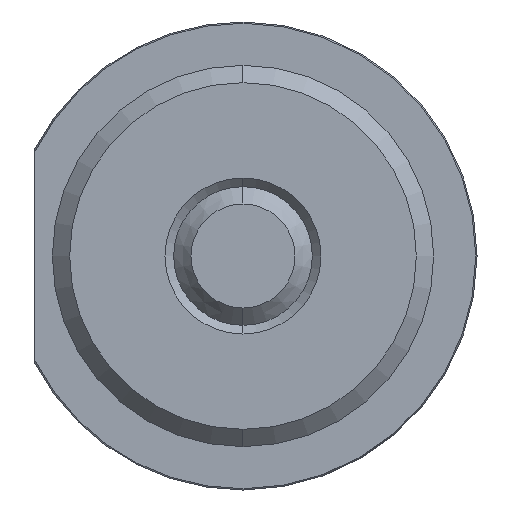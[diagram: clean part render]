
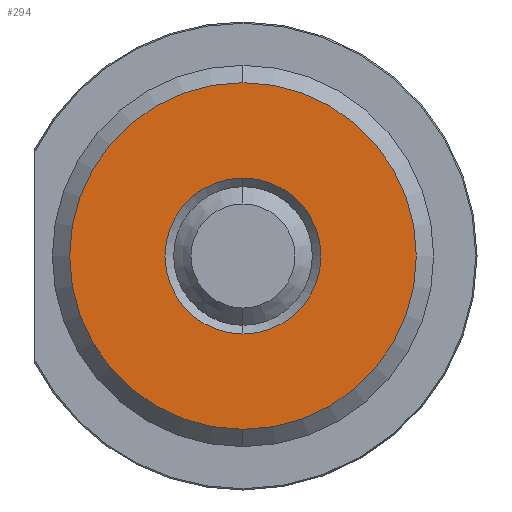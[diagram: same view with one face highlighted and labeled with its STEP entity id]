
A CAD part, left-side view. The second image highlights one B-rep face of the part: STEP entity #294.
In plain terms, the highlighted planar face has unit normal (-1, 0, 0).
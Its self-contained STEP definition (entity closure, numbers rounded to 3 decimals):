
#24 = AXIS2_PLACEMENT_3D ( 'NONE', #1989, #1990, #1991 ) ;
#47 = AXIS2_PLACEMENT_3D ( 'NONE', #827, #826, #825 ) ;
#113 = EDGE_CURVE ( 'NONE', #1016, #913, #1647, .T. ) ;
#153 = EDGE_CURVE ( 'NONE', #1040, #1041, #1700, .T. ) ;
#201 = EDGE_CURVE ( 'NONE', #913, #1016, #1767, .T. ) ;
#203 = EDGE_CURVE ( 'NONE', #1041, #1040, #1770, .T. ) ;
#294 = ADVANCED_FACE ( 'NONE', ( #1904, #1909 ), #2476, .F. ) ;
#339 = AXIS2_PLACEMENT_3D ( 'NONE', #2142, #2151, #2152 ) ;
#342 = AXIS2_PLACEMENT_3D ( 'NONE', #2150, #2157, #2158 ) ;
#411 = AXIS2_PLACEMENT_3D ( 'NONE', #2475, #2477, #2478 ) ;
#825 = DIRECTION ( 'NONE',  ( 0., 0., -1. ) ) ;
#826 = DIRECTION ( 'NONE',  ( 1., 0., 0. ) ) ;
#827 = CARTESIAN_POINT ( 'NONE',  ( 0., 0., 0. ) ) ;
#913 = VERTEX_POINT ( 'NONE', #2760 ) ;
#1016 = VERTEX_POINT ( 'NONE', #2826 ) ;
#1040 = VERTEX_POINT ( 'NONE', #2850 ) ;
#1041 = VERTEX_POINT ( 'NONE', #2851 ) ;
#1333 = ORIENTED_EDGE ( 'NONE', *, *, #153, .T. ) ;
#1335 = ORIENTED_EDGE ( 'NONE', *, *, #203, .T. ) ;
#1344 = ORIENTED_EDGE ( 'NONE', *, *, #113, .T. ) ;
#1357 = ORIENTED_EDGE ( 'NONE', *, *, #201, .T. ) ;
#1454 = EDGE_LOOP ( 'NONE', ( #1344, #1357 ) ) ;
#1456 = EDGE_LOOP ( 'NONE', ( #1335, #1333 ) ) ;
#1647 = CIRCLE ( 'NONE', #47, 4.5 ) ;
#1700 = CIRCLE ( 'NONE', #24, 10. ) ;
#1767 = CIRCLE ( 'NONE', #339, 4.5 ) ;
#1770 = CIRCLE ( 'NONE', #342, 10. ) ;
#1904 = FACE_BOUND ( 'NONE', #1454, .T. ) ;
#1909 = FACE_OUTER_BOUND ( 'NONE', #1456, .T. ) ;
#1989 = CARTESIAN_POINT ( 'NONE',  ( 0., 0., 0. ) ) ;
#1990 = DIRECTION ( 'NONE',  ( -1., 0., 0. ) ) ;
#1991 = DIRECTION ( 'NONE',  ( 0., 0., -1. ) ) ;
#2142 = CARTESIAN_POINT ( 'NONE',  ( 0., 0., 0. ) ) ;
#2150 = CARTESIAN_POINT ( 'NONE',  ( 0., 0., 0. ) ) ;
#2151 = DIRECTION ( 'NONE',  ( 1., 0., 0. ) ) ;
#2152 = DIRECTION ( 'NONE',  ( 0., 0., -1. ) ) ;
#2157 = DIRECTION ( 'NONE',  ( -1., 0., 0. ) ) ;
#2158 = DIRECTION ( 'NONE',  ( 0., 0., -1. ) ) ;
#2475 = CARTESIAN_POINT ( 'NONE',  ( 0., 4., 0. ) ) ;
#2476 = PLANE ( 'NONE',  #411 ) ;
#2477 = DIRECTION ( 'NONE',  ( 1., 0., 0. ) ) ;
#2478 = DIRECTION ( 'NONE',  ( 0., 0., -1. ) ) ;
#2760 = CARTESIAN_POINT ( 'NONE',  ( 0., 0., -4.5 ) ) ;
#2826 = CARTESIAN_POINT ( 'NONE',  ( 0., 0., 4.5 ) ) ;
#2850 = CARTESIAN_POINT ( 'NONE',  ( 0., 0., 10. ) ) ;
#2851 = CARTESIAN_POINT ( 'NONE',  ( 0., 0., -10. ) ) ;
